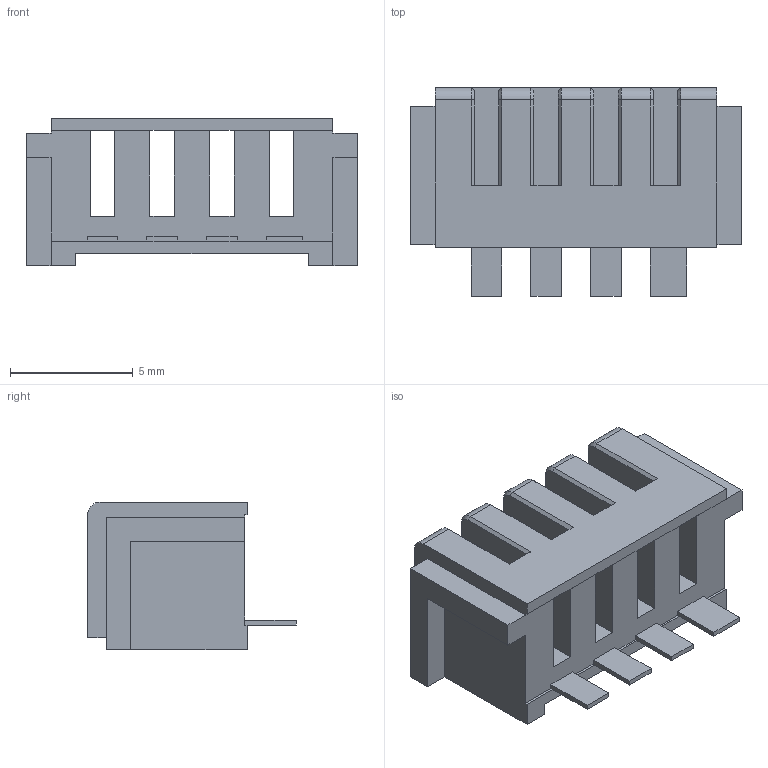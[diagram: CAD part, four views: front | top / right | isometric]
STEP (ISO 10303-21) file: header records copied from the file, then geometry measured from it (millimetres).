
FILE_DESCRIPTION(/* description */ (''),/* implementation_level */ '2;1');
FILE_NAME(/* name */ 'QP-4P-2.5-102-A v4.step',/* time_stamp */ '2018-10-30T12:27:25-06:00',/* author */ (''),/* organization */ (''),/* preprocessor_version */ 'ST-DEVELOPER v17.2',/* originating_system */ 'Autodesk Translation Framework v7.6.0.251',/* authorisation */ '');
FILE_SCHEMA (('AUTOMOTIVE_DESIGN { 1 0 10303 214 3 1 1 }'));
Length unit declared in the file: millimetre
Products named in the file (1): QP-4P-2.5-102-A
Bounding box: 13.5 x 8.5 x 6.02 mm (x, y, z)
Volume: 337 mm3; surface area: 611.5 mm2
Topology: 1 solids, 1 shells, 103 faces, 303 edges, 194 vertices
Faces by surface type: plane 90, cone 8, cylinder 5
Entity records: 3399 total; most frequent: ORIENTED_EDGE 606, CARTESIAN_POINT 601, DIRECTION 529, EDGE_CURVE 303, LINE 285, VECTOR 285, VERTEX_POINT 194, AXIS2_PLACEMENT_3D 122
